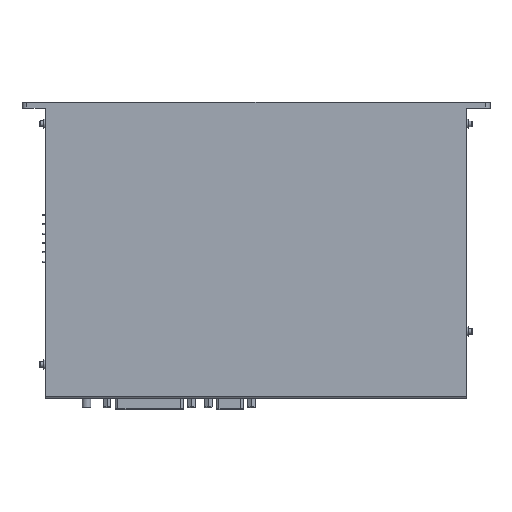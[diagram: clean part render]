
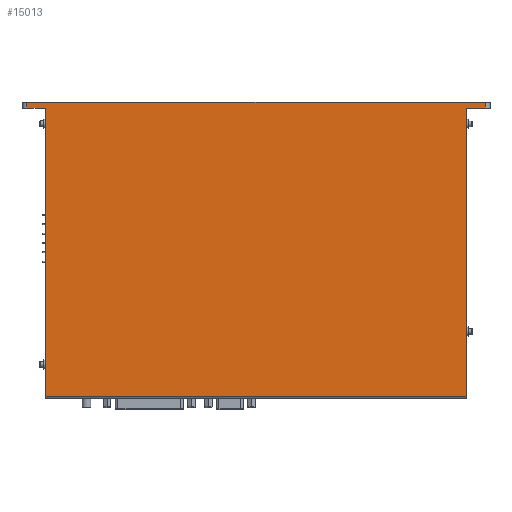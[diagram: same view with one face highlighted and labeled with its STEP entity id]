
A CAD part, top view. The second image highlights one B-rep face of the part: STEP entity #15013.
In plain terms, the highlighted planar face has unit normal (0, 0, 1).
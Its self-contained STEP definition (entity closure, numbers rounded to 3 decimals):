
#183=DIRECTION('',(0.,1.,0.));
#184=VECTOR('',#183,3.);
#185=CARTESIAN_POINT('',(247.5,155.,57.));
#186=LINE('',#185,#184);
#187=DIRECTION('',(1.,0.,0.));
#188=VECTOR('',#187,10.);
#189=CARTESIAN_POINT('',(237.5,155.,57.));
#190=LINE('',#189,#188);
#191=DIRECTION('',(0.,1.,0.));
#192=VECTOR('',#191,154.);
#193=CARTESIAN_POINT('',(237.5,1.,57.));
#194=LINE('',#193,#192);
#195=DIRECTION('',(1.,0.,0.));
#196=VECTOR('',#195,225.);
#197=CARTESIAN_POINT('',(12.5,1.,57.));
#198=LINE('',#197,#196);
#199=DIRECTION('',(0.,1.,0.));
#200=VECTOR('',#199,154.);
#201=CARTESIAN_POINT('',(12.5,1.,57.));
#202=LINE('',#201,#200);
#203=DIRECTION('',(1.,0.,0.));
#204=VECTOR('',#203,10.);
#205=CARTESIAN_POINT('',(2.5,155.,57.));
#206=LINE('',#205,#204);
#207=DIRECTION('',(0.,-1.,0.));
#208=VECTOR('',#207,3.);
#209=CARTESIAN_POINT('',(2.5,158.,57.));
#210=LINE('',#209,#208);
#211=DIRECTION('',(-1.,0.,0.));
#212=VECTOR('',#211,245.);
#213=CARTESIAN_POINT('',(247.5,158.,57.));
#214=LINE('',#213,#212);
#11302=CARTESIAN_POINT('',(237.5,155.,57.));
#11303=VERTEX_POINT('',#11302);
#11304=CARTESIAN_POINT('',(12.5,155.,57.));
#11305=VERTEX_POINT('',#11304);
#14688=CARTESIAN_POINT('',(237.5,1.,57.));
#14690=VERTEX_POINT('',#14688);
#14694=CARTESIAN_POINT('',(12.5,1.,57.));
#14695=VERTEX_POINT('',#14694);
#14696=CARTESIAN_POINT('',(247.5,158.,57.));
#14698=VERTEX_POINT('',#14696);
#14702=CARTESIAN_POINT('',(247.5,155.,57.));
#14703=VERTEX_POINT('',#14702);
#14712=CARTESIAN_POINT('',(2.5,155.,57.));
#14714=VERTEX_POINT('',#14712);
#14718=CARTESIAN_POINT('',(2.5,158.,57.));
#14719=VERTEX_POINT('',#14718);
#14995=CARTESIAN_POINT('',(0.,0.,57.));
#14996=DIRECTION('',(0.,0.,1.));
#14997=DIRECTION('',(1.,0.,0.));
#14998=AXIS2_PLACEMENT_3D('',#14995,#14996,#14997);
#14999=PLANE('',#14998);
#15000=ORIENTED_EDGE('',*,*,#14990,.F.);
#15001=ORIENTED_EDGE('',*,*,#14831,.F.);
#15003=ORIENTED_EDGE('',*,*,#15002,.F.);
#15005=ORIENTED_EDGE('',*,*,#15004,.F.);
#15007=ORIENTED_EDGE('',*,*,#15006,.T.);
#15008=ORIENTED_EDGE('',*,*,#14798,.F.);
#15009=ORIENTED_EDGE('',*,*,#14852,.F.);
#15010=ORIENTED_EDGE('',*,*,#14897,.F.);
#15011=EDGE_LOOP('',(#15000,#15001,#15003,#15005,#15007,#15008,#15009,#15010));
#15012=FACE_OUTER_BOUND('',#15011,.F.);
#14798=EDGE_CURVE('',#14714,#11305,#206,.T.);
#14831=EDGE_CURVE('',#11303,#14703,#190,.T.);
#14852=EDGE_CURVE('',#14719,#14714,#210,.T.);
#14897=EDGE_CURVE('',#14698,#14719,#214,.T.);
#14990=EDGE_CURVE('',#14703,#14698,#186,.T.);
#15002=EDGE_CURVE('',#14690,#11303,#194,.T.);
#15004=EDGE_CURVE('',#14695,#14690,#198,.T.);
#15006=EDGE_CURVE('',#14695,#11305,#202,.T.);
#15013=ADVANCED_FACE('',(#15012),#14999,.T.);
